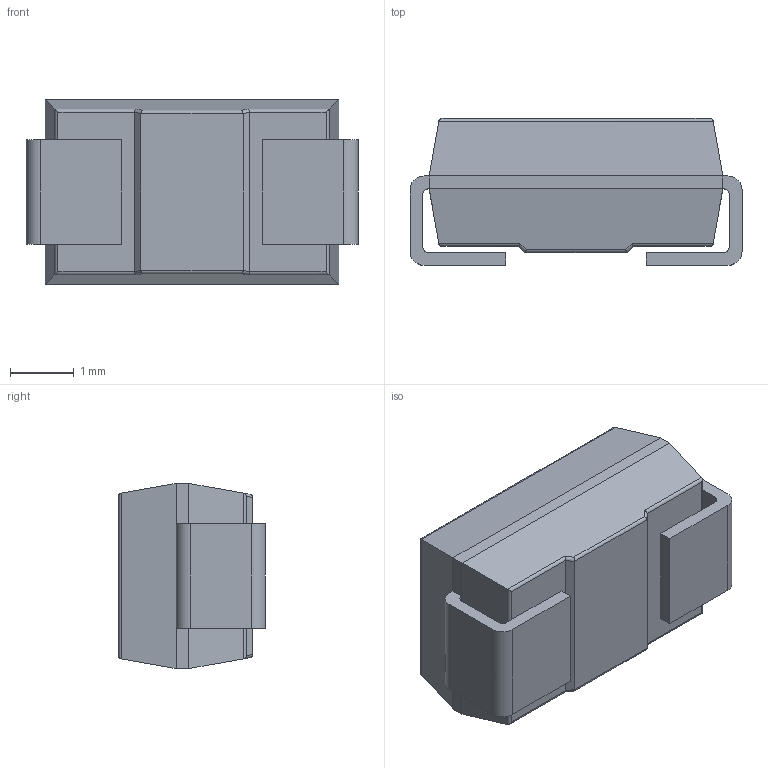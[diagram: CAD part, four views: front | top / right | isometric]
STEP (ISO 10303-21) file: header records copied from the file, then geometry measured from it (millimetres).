
FILE_DESCRIPTION (( 'STEP AP214' ), '1' );
FILE_NAME ('SMA (DO-214AC) UniDirection.STEP', '2020-07-05T17:50:43', ( '' ), ( '' ), 'SwSTEP 2.0', 'SolidWorks 2018', '' );
FILE_SCHEMA (( 'AUTOMOTIVE_DESIGN' ));
Length unit declared in the file: millimetre
Products named in the file (1): SMA (DO-214AC) UniDirection
Bounding box: 5.2 x 2.3 x 2.9 mm (x, y, z)
Volume: 26.8 mm3; surface area: 71.9 mm2
Topology: 2 solids, 2 shells, 116 faces, 300 edges, 192 vertices
Faces by surface type: plane 75, cylinder 24, bspline 17
Entity records: 5013 total; most frequent: CARTESIAN_POINT 1618, ORIENTED_EDGE 600, DIRECTION 458, EDGE_CURVE 300, VECTOR 226, LINE 226, VERTEX_POINT 192, EDGE_LOOP 120
